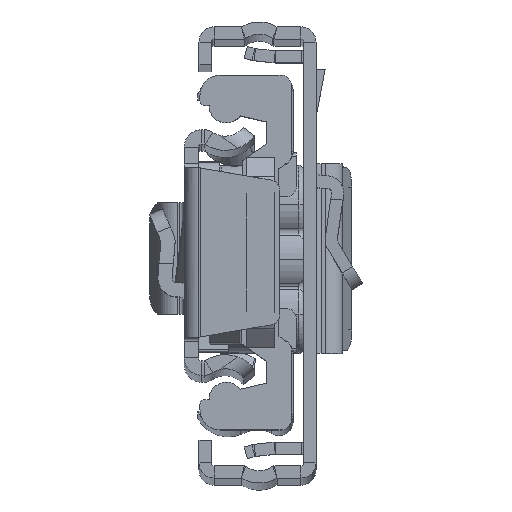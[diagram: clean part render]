
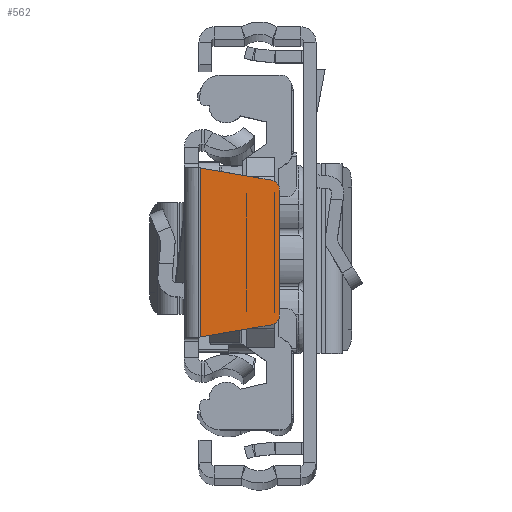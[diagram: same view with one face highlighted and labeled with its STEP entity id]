
A CAD part, top view. The second image highlights one B-rep face of the part: STEP entity #562.
In plain terms, the highlighted planar face has unit normal (0, 0, 1).
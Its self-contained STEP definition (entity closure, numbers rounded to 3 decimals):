
#223 = CARTESIAN_POINT ( 'NONE',  ( 1.6, -8.333, 0. ) ) ;
#393 = DIRECTION ( 'NONE',  ( 0., 0., 1. ) ) ;
#417 = EDGE_CURVE ( 'NONE', #19341, #10697, #5594, .T. ) ;
#562 = ADVANCED_FACE ( 'NONE', ( #2323 ), #13783, .F. ) ;
#819 = EDGE_CURVE ( 'NONE', #14934, #11676, #1989, .T. ) ;
#856 = ORIENTED_EDGE ( 'NONE', *, *, #417, .T. ) ;
#1638 = ORIENTED_EDGE ( 'NONE', *, *, #10377, .T. ) ;
#1989 = LINE ( 'NONE', #11919, #14984 ) ;
#2323 = FACE_OUTER_BOUND ( 'NONE', #9460, .T. ) ;
#3106 = CARTESIAN_POINT ( 'NONE',  ( 9.4, 6.156, 0. ) ) ;
#3850 = DIRECTION ( 'NONE',  ( 0., 0., -1. ) ) ;
#4282 = EDGE_CURVE ( 'NONE', #10697, #10835, #9598, .T. ) ;
#5169 = CARTESIAN_POINT ( 'NONE',  ( 8.4, 6.156, 0. ) ) ;
#5594 = CIRCLE ( 'NONE', #14609, 1. ) ;
#5826 = VERTEX_POINT ( 'NONE', #17908 ) ;
#6851 = CARTESIAN_POINT ( 'NONE',  ( 1.5, 8.35, 0. ) ) ;
#7151 = VECTOR ( 'NONE', #13441, 1000. ) ;
#7549 = ORIENTED_EDGE ( 'NONE', *, *, #819, .T. ) ;
#7737 = CARTESIAN_POINT ( 'NONE',  ( 1.6, 8.333, 0. ) ) ;
#9460 = EDGE_LOOP ( 'NONE', ( #7549, #1638, #856, #9684, #18929, #16348 ) ) ;
#9598 = LINE ( 'NONE', #3106, #16861 ) ;
#9684 = ORIENTED_EDGE ( 'NONE', *, *, #4282, .T. ) ;
#10346 = CARTESIAN_POINT ( 'NONE',  ( 8.4, 6.156, 0. ) ) ;
#10377 = EDGE_CURVE ( 'NONE', #11676, #19341, #19972, .T. ) ;
#10697 = VERTEX_POINT ( 'NONE', #15036 ) ;
#10835 = VERTEX_POINT ( 'NONE', #12177 ) ;
#11249 = EDGE_CURVE ( 'NONE', #5826, #14934, #12118, .T. ) ;
#11676 = VERTEX_POINT ( 'NONE', #223 ) ;
#11839 = DIRECTION ( 'NONE',  ( 1., 0., 0. ) ) ;
#11853 = DIRECTION ( 'NONE',  ( 0., 0., 1. ) ) ;
#11890 = CARTESIAN_POINT ( 'NONE',  ( 8.568, -7.142, 0. ) ) ;
#11919 = CARTESIAN_POINT ( 'NONE',  ( 1.6, -8.333, 0. ) ) ;
#12118 = LINE ( 'NONE', #6851, #7151 ) ;
#12177 = CARTESIAN_POINT ( 'NONE',  ( 9.4, 6.156, 0. ) ) ;
#13441 = DIRECTION ( 'NONE',  ( -0.986, 0.168, 0. ) ) ;
#13483 = DIRECTION ( 'NONE',  ( 1., 0., 0. ) ) ;
#13783 = PLANE ( 'NONE',  #20168 ) ;
#13871 = DIRECTION ( 'NONE',  ( 0., -1., 0. ) ) ;
#14609 = AXIS2_PLACEMENT_3D ( 'NONE', #18155, #393, #11839 ) ;
#14934 = VERTEX_POINT ( 'NONE', #7737 ) ;
#14984 = VECTOR ( 'NONE', #13871, 1000. ) ;
#15036 = CARTESIAN_POINT ( 'NONE',  ( 9.4, -6.156, 0. ) ) ;
#15594 = CARTESIAN_POINT ( 'NONE',  ( 8.568, -7.142, 0. ) ) ;
#16348 = ORIENTED_EDGE ( 'NONE', *, *, #11249, .T. ) ;
#16777 = CIRCLE ( 'NONE', #19569, 1. ) ;
#16861 = VECTOR ( 'NONE', #19375, 1000. ) ;
#17908 = CARTESIAN_POINT ( 'NONE',  ( 8.568, 7.142, 0. ) ) ;
#18155 = CARTESIAN_POINT ( 'NONE',  ( 8.4, -6.156, 0. ) ) ;
#18434 = DIRECTION ( 'NONE',  ( 0.986, 0.168, 0. ) ) ;
#18504 = VECTOR ( 'NONE', #18434, 1000. ) ;
#18929 = ORIENTED_EDGE ( 'NONE', *, *, #21264, .T. ) ;
#19341 = VERTEX_POINT ( 'NONE', #15594 ) ;
#19375 = DIRECTION ( 'NONE',  ( 0., 1., 0. ) ) ;
#19569 = AXIS2_PLACEMENT_3D ( 'NONE', #5169, #11853, #13483 ) ;
#19972 = LINE ( 'NONE', #11890, #18504 ) ;
#20168 = AXIS2_PLACEMENT_3D ( 'NONE', #10346, #3850, #20441 ) ;
#20441 = DIRECTION ( 'NONE',  ( 1., 0., 0. ) ) ;
#21264 = EDGE_CURVE ( 'NONE', #10835, #5826, #16777, .T. ) ;
